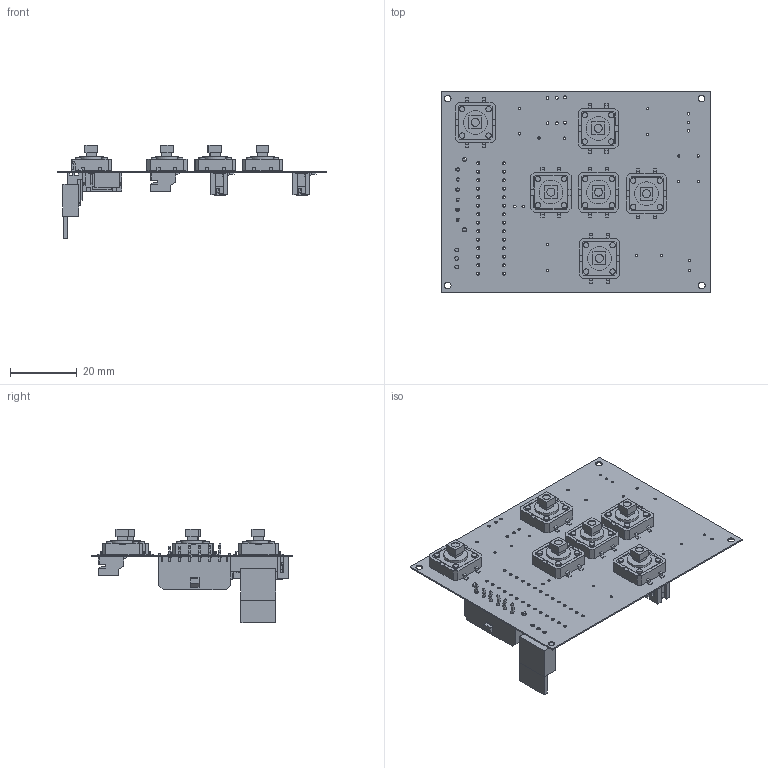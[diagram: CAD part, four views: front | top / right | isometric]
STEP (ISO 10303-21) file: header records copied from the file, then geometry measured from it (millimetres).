
FILE_DESCRIPTION(('Open CASCADE Model'),'2;1');
FILE_NAME('Open CASCADE Shape Model','2021-06-15T23:17:38',('Author'),( 'Open CASCADE'),'Open CASCADE STEP processor 6.8','Open CASCADE 6.8' ,'Unknown');
FILE_SCHEMA(('AUTOMOTIVE_DESIGN { 1 0 10303 214 1 1 1 1 }'));
Length unit declared in the file: millimetre
Products named in the file (45): PCB; Board; Open CASCADE STEP translator 6.8 1.1.1; SW6; Switch_Omron_B3FS-4052P_eec; Body; IN; Pads1; Pads2; Omron_Logo_Adjustable_Logo; SW5; SW4; SW3; SW2; SW1; U2; 6042247280; Extruded; U1; 6042248320; 6042248160; P5; 620305124022; 6203xx124022_PIN; 6203xx124022_Cap2; 6203xx124022_PATTE; P4; 620302124022; 6203xx124022_Cap1; P3; 66200611122; 6620xx11122_PIN; P2; 620104131822; 6201xx131822_PIN; 6201xx131822_Solder_tab; P1
Assembly tree (66 placements, depth 4):
  PCB
    Board
      Open CASCADE STEP translator 6.8 1.1.1
    SW6
      Switch_Omron_B3FS-4052P_eec
        Body
        IN
        Pads1
        Pads2
        Omron_Logo_Adjustable_Logo
    SW5
      Switch_Omron_B3FS-4052P_eec
        Body
        IN
        Pads1
        Pads2
        Omron_Logo_Adjustable_Logo
    SW4
      Switch_Omron_B3FS-4052P_eec
        Body
        IN
        Pads1
        Pads2
        Omron_Logo_Adjustable_Logo
    SW3
      Switch_Omron_B3FS-4052P_eec
        Body
        IN
        Pads1
        Pads2
        Omron_Logo_Adjustable_Logo
    SW2
      Switch_Omron_B3FS-4052P_eec
        Body
        IN
        Pads1
        Pads2
        Omron_Logo_Adjustable_Logo
    SW1
      Switch_Omron_B3FS-4052P_eec
        Body
        IN
        Pads1
        Pads2
        Omron_Logo_Adjustable_Logo
    U2
      6042247280
        Extruded
    U1
      6042248320
        Extruded
      6042248160
        Extruded
    P5
      620305124022
        620305124022
        6203xx124022_PIN  x5
        6203xx124022_Cap2
        6203xx124022_PATTE  x2
    P4
Bounding box: 80.26 x 60.25 x 27.81 mm (x, y, z)
Volume: 8469.2 mm3; surface area: 22614.1 mm2
Topology: 106 solids, 106 shells, 2598 faces, 6950 edges, 4584 vertices
Faces by surface type: plane 2193, cylinder 243, bspline 162
Full cylindrical faces by diameter (mm): 0.7 x19, 0.8 x2, 0.85 x6, 0.9 x28, 1.02 x6, 1.1 x3, 1.27 x2, 1.6 x48, 2 x4, 2.4 x6, 7.1 x12
Entity records: 38892 total; most frequent: CARTESIAN_POINT 6520, ORIENTED_EDGE 6064, DIRECTION 5447, EDGE_CURVE 3032, LINE 2743, VECTOR 2743, VERTEX_POINT 1993, AXIS2_PLACEMENT_3D 1352
